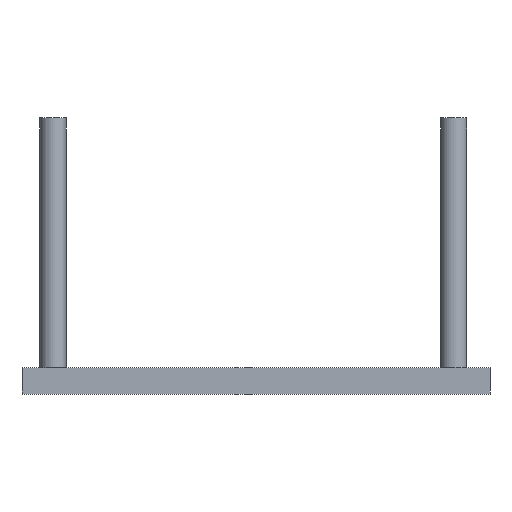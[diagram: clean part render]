
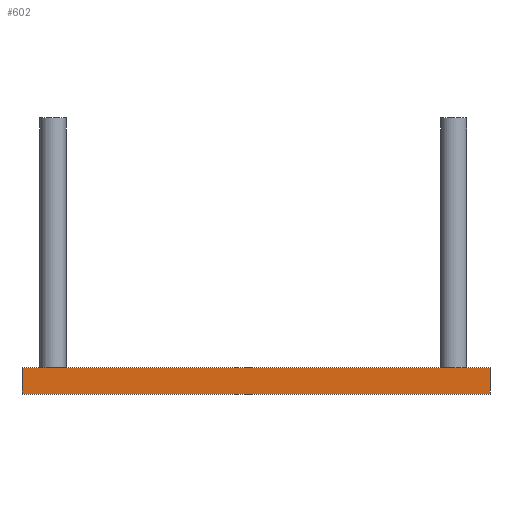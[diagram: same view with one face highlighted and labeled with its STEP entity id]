
A CAD part, front view. The second image highlights one B-rep face of the part: STEP entity #602.
In plain terms, the highlighted planar face has unit normal (0, -1, 0).
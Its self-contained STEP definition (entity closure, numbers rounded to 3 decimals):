
#70=CARTESIAN_POINT('Vertex',(-8.9,-16.5,1.)) ;
#73=CARTESIAN_POINT('Line Origine',(0.,-16.5,1.)) ;
#77=CARTESIAN_POINT('Vertex',(8.9,-16.5,1.)) ;
#564=CARTESIAN_POINT('Vertex',(-8.9,-16.5,0.)) ;
#567=CARTESIAN_POINT('Line Origine',(-8.9,-16.5,0.5)) ;
#579=CARTESIAN_POINT('Axis2P3D Location',(8.9,-16.5,0.)) ;
#584=CARTESIAN_POINT('Line Origine',(0.,-16.5,0.)) ;
#588=CARTESIAN_POINT('Vertex',(8.9,-16.5,0.)) ;
#591=CARTESIAN_POINT('Line Origine',(8.9,-16.5,0.5)) ;
#74=DIRECTION('Vector Direction',(-1.,0.,0.)) ;
#568=DIRECTION('Vector Direction',(0.,0.,1.)) ;
#580=DIRECTION('Axis2P3D Direction',(0.,1.,-0.)) ;
#581=DIRECTION('Axis2P3D XDirection',(-1.,0.,0.)) ;
#585=DIRECTION('Vector Direction',(-1.,0.,0.)) ;
#592=DIRECTION('Vector Direction',(0.,0.,1.)) ;
#582=AXIS2_PLACEMENT_3D('Plane Axis2P3D',#579,#580,#581) ;
#597=ORIENTED_EDGE('',*,*,#571,.F.) ;
#598=ORIENTED_EDGE('',*,*,#590,.T.) ;
#599=ORIENTED_EDGE('',*,*,#595,.T.) ;
#600=ORIENTED_EDGE('',*,*,#79,.F.) ;
#75=VECTOR('Line Direction',#74,1.) ;
#569=VECTOR('Line Direction',#568,1.) ;
#586=VECTOR('Line Direction',#585,1.) ;
#593=VECTOR('Line Direction',#592,1.) ;
#602=ADVANCED_FACE('PartBody',(#601),#583,.F.) ;
#79=EDGE_CURVE('',#71,#78,#76,.F.) ;
#571=EDGE_CURVE('',#565,#71,#570,.T.) ;
#590=EDGE_CURVE('',#565,#589,#587,.F.) ;
#595=EDGE_CURVE('',#589,#78,#594,.T.) ;
#596=EDGE_LOOP('',(#597,#598,#599,#600)) ;
#601=FACE_OUTER_BOUND('',#596,.T.) ;
#76=LINE('Line',#73,#75) ;
#570=LINE('Line',#567,#569) ;
#587=LINE('Line',#584,#586) ;
#594=LINE('Line',#591,#593) ;
#583=PLANE('Plane',#582) ;
#71=VERTEX_POINT('',#70) ;
#78=VERTEX_POINT('',#77) ;
#565=VERTEX_POINT('',#564) ;
#589=VERTEX_POINT('',#588) ;
